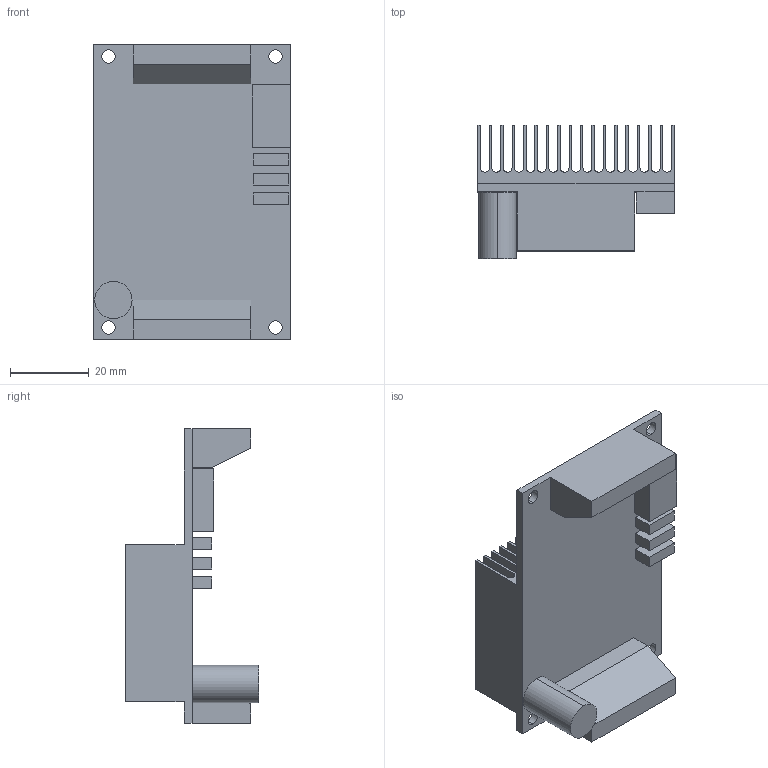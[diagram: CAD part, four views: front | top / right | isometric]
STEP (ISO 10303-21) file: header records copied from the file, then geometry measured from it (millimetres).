
FILE_DESCRIPTION (( 'STEP AP203' ), '1' );
FILE_NAME ('TB6560 Stepper driver.STEP', '2017-11-12T07:03:43', ( '' ), ( '' ), 'SwSTEP 2.0', 'SolidWorks 2016', '' );
FILE_SCHEMA (( 'CONFIG_CONTROL_DESIGN' ));
Length unit declared in the file: millimetre
Products named in the file (1): TB6560 Stepper driver
Bounding box: 50 x 34 x 75 mm (x, y, z)
Volume: 29381.5 mm3; surface area: 28709.7 mm2
Topology: 1 solids, 1 shells, 152 faces, 438 edges, 292 vertices
Faces by surface type: plane 108, cylinder 44
Entity records: 5063 total; most frequent: CARTESIAN_POINT 883, ORIENTED_EDGE 876, DIRECTION 832, EDGE_CURVE 438, VECTOR 350, LINE 350, VERTEX_POINT 292, AXIS2_PLACEMENT_3D 241
